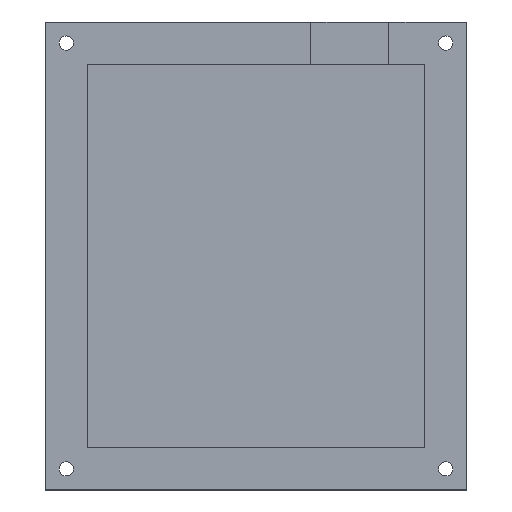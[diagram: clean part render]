
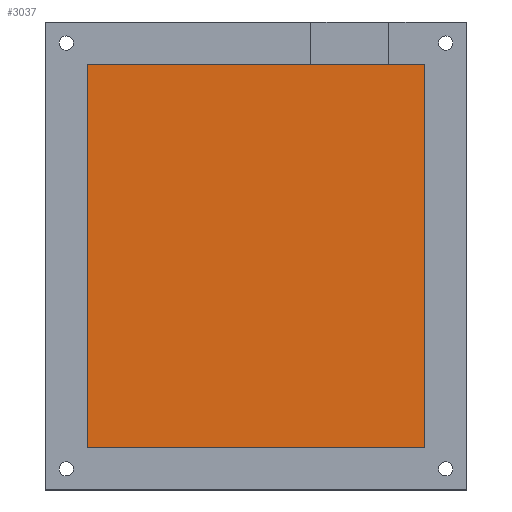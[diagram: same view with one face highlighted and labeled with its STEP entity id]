
A CAD part, top view. The second image highlights one B-rep face of the part: STEP entity #3037.
In plain terms, the highlighted planar face has unit normal (0, 0, 1).
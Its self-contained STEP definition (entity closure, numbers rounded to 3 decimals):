
#478=FACE_OUTER_BOUND('',#662,.T.);
#662=EDGE_LOOP('',(#2774,#2775,#2776,#2777));
#911=LINE('',#5926,#1165);
#913=LINE('',#5930,#1167);
#915=LINE('',#5934,#1169);
#921=LINE('',#5953,#1175);
#1165=VECTOR('',#3522,10.);
#1167=VECTOR('',#3526,10.);
#1169=VECTOR('',#3530,10.);
#1175=VECTOR('',#3554,10.);
#1468=VERTEX_POINT('',#5923);
#1469=VERTEX_POINT('',#5925);
#1470=VERTEX_POINT('',#5929);
#1471=VERTEX_POINT('',#5933);
#1897=EDGE_CURVE('',#1469,#1468,#911,.T.);
#1899=EDGE_CURVE('',#1470,#1469,#913,.T.);
#1901=EDGE_CURVE('',#1471,#1470,#915,.T.);
#1911=EDGE_CURVE('',#1468,#1471,#921,.T.);
#2774=ORIENTED_EDGE('',*,*,#1901,.T.);
#2775=ORIENTED_EDGE('',*,*,#1899,.T.);
#2776=ORIENTED_EDGE('',*,*,#1897,.T.);
#2777=ORIENTED_EDGE('',*,*,#1911,.T.);
#2876=PLANE('',#3141);
#3037=ADVANCED_FACE('',(#478),#2876,.T.);
#3141=AXIS2_PLACEMENT_3D('',#5962,#3567,#3568);
#3522=DIRECTION('',(-1.,0.,0.));
#3526=DIRECTION('',(0.,1.,0.));
#3530=DIRECTION('',(1.,0.,0.));
#3554=DIRECTION('',(0.,-1.,0.));
#3567=DIRECTION('center_axis',(0.,0.,1.));
#3568=DIRECTION('ref_axis',(1.,0.,0.));
#5923=CARTESIAN_POINT('',(-0.592,1.627,3.));
#5925=CARTESIAN_POINT('',(79.408,1.627,3.));
#5926=CARTESIAN_POINT('',(-0.592,1.627,3.));
#5929=CARTESIAN_POINT('',(79.408,-89.373,3.));
#5930=CARTESIAN_POINT('',(79.408,1.627,3.));
#5933=CARTESIAN_POINT('',(-0.592,-89.373,3.));
#5934=CARTESIAN_POINT('',(79.408,-89.373,3.));
#5953=CARTESIAN_POINT('',(-0.592,-89.373,3.));
#5962=CARTESIAN_POINT('Origin',(39.408,-43.873,3.));
